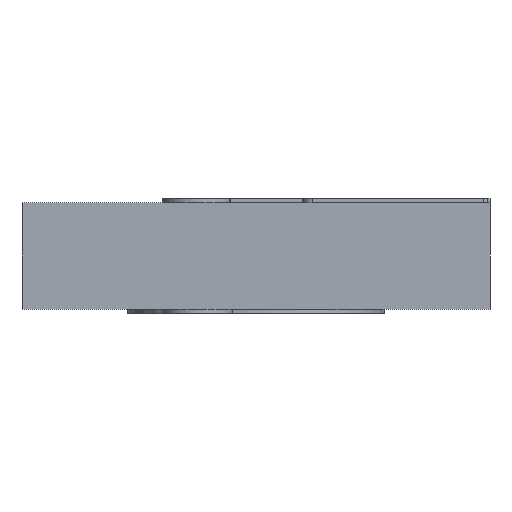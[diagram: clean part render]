
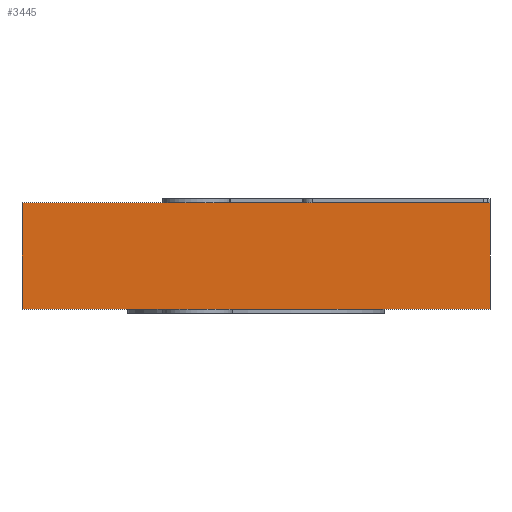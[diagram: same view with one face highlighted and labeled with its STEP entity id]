
A CAD part, front view. The second image highlights one B-rep face of the part: STEP entity #3445.
In plain terms, the highlighted planar face has unit normal (0, -1, 0).
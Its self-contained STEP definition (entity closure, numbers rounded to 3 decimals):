
#3445 = ADVANCED_FACE('',(#3446),#3480,.T.);
#3446 = FACE_BOUND('',#3447,.T.);
#3447 = EDGE_LOOP('',(#3448,#3458,#3466,#3474));
#3448 = ORIENTED_EDGE('',*,*,#3449,.T.);
#3449 = EDGE_CURVE('',#3450,#3452,#3454,.T.);
#3450 = VERTEX_POINT('',#3451);
#3451 = CARTESIAN_POINT('',(2.,-7.25,0.));
#3452 = VERTEX_POINT('',#3453);
#3453 = CARTESIAN_POINT('',(2.,-7.25,0.91));
#3454 = LINE('',#3455,#3456);
#3455 = CARTESIAN_POINT('',(2.,-7.25,0.));
#3456 = VECTOR('',#3457,1.);
#3457 = DIRECTION('',(0.,0.,1.));
#3458 = ORIENTED_EDGE('',*,*,#3459,.T.);
#3459 = EDGE_CURVE('',#3452,#3460,#3462,.T.);
#3460 = VERTEX_POINT('',#3461);
#3461 = CARTESIAN_POINT('',(-2.,-7.25,0.91));
#3462 = LINE('',#3463,#3464);
#3463 = CARTESIAN_POINT('',(2.,-7.25,0.91));
#3464 = VECTOR('',#3465,1.);
#3465 = DIRECTION('',(-1.,0.,0.));
#3466 = ORIENTED_EDGE('',*,*,#3467,.F.);
#3467 = EDGE_CURVE('',#3468,#3460,#3470,.T.);
#3468 = VERTEX_POINT('',#3469);
#3469 = CARTESIAN_POINT('',(-2.,-7.25,0.));
#3470 = LINE('',#3471,#3472);
#3471 = CARTESIAN_POINT('',(-2.,-7.25,0.));
#3472 = VECTOR('',#3473,1.);
#3473 = DIRECTION('',(0.,0.,1.));
#3474 = ORIENTED_EDGE('',*,*,#3475,.F.);
#3475 = EDGE_CURVE('',#3450,#3468,#3476,.T.);
#3476 = LINE('',#3477,#3478);
#3477 = CARTESIAN_POINT('',(2.,-7.25,0.));
#3478 = VECTOR('',#3479,1.);
#3479 = DIRECTION('',(-1.,0.,0.));
#3480 = PLANE('',#3481);
#3481 = AXIS2_PLACEMENT_3D('',#3482,#3483,#3484);
#3482 = CARTESIAN_POINT('',(2.,-7.25,0.));
#3483 = DIRECTION('',(0.,-1.,0.));
#3484 = DIRECTION('',(-1.,0.,0.));
